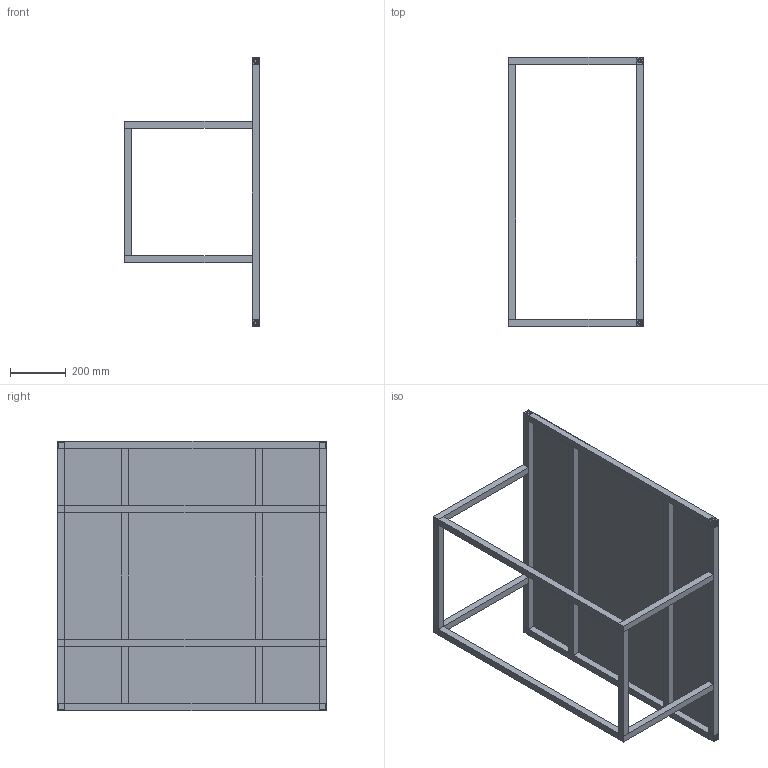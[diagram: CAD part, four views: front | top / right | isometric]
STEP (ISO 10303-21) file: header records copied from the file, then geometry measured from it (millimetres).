
FILE_DESCRIPTION(/* description */ (''),/* implementation_level */ '2;1');
FILE_NAME(/* name */ '3D Frame with Sheet v3.step',/* time_stamp */ '2023-05-02T14:56:11-04:00',/* author */ (''),/* organization */ (''),/* preprocessor_version */ 'ST-DEVELOPER v19.2',/* originating_system */ 'Autodesk Translation Framework v12.4.0.73',/* authorisation */ '');
FILE_SCHEMA (('AUTOMOTIVE_DESIGN { 1 0 10303 214 3 1 1 }'));
Length unit declared in the file: millimetre
Products named in the file (10): 3D Frame with Sheet; MetalSheetAndFrame; SimplifiedFrame; SimplifiedCubeFastener; SimplifiedCubeFastener_1; SimplifiedCubeFastener_2; SimplifiedCubeFastener_3; 47065T242_T-Slotted Framing; 1ft0.5 Rail; 3ftRail
Assembly tree (24 placements, depth 5):
  3D Frame with Sheet
    1ft0.5 Rail  x6
    MetalSheetAndFrame
      SimplifiedFrame
        SimplifiedCubeFastener
          47065T242_T-Slotted Framing
        3ftRail  x6
        SimplifiedCubeFastener_1
          47065T242_T-Slotted Framing
        SimplifiedCubeFastener_2
          47065T242_T-Slotted Framing
        SimplifiedCubeFastener_3
          47065T242_T-Slotted Framing
    3ftRail  x2
Bounding box: 482.73 x 966 x 966 mm (x, y, z)
Volume: 6645927.5 mm3; surface area: 2915460.6 mm2
Topology: 27 solids, 27 shells, 788 faces, 1762 edges, 1020 vertices
Faces by surface type: plane 326, cylinder 310, sphere 120, cone 24, torus 8
Full cylindrical faces by diameter (mm): 4.2 x30, 7.2 x8, 9.45 x8, 10 x16, 11.95 x8, 15.5 x8
Entity records: 6381 total; most frequent: DIRECTION 1187, CARTESIAN_POINT 1012, ORIENTED_EDGE 954, EDGE_CURVE 477, AXIS2_PLACEMENT_3D 465, VERTEX_POINT 290, EDGE_LOOP 289, LINE 257
